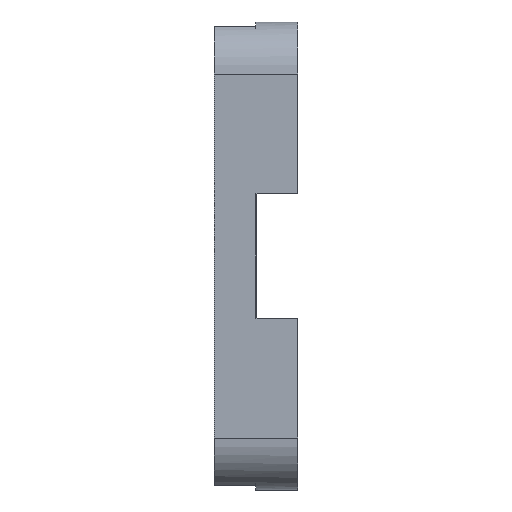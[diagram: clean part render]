
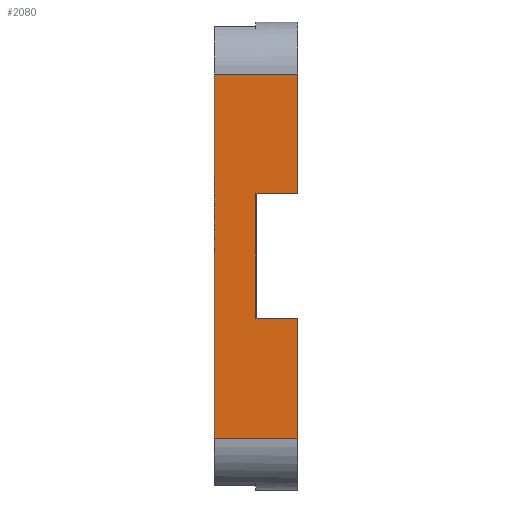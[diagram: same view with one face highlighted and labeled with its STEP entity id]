
A CAD part, left-side view. The second image highlights one B-rep face of the part: STEP entity #2080.
In plain terms, the highlighted planar face has unit normal (-1, 0, 0).
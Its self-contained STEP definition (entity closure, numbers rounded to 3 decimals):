
#1 = CARTESIAN_POINT ( 'NONE',  ( 0., 0., -30. ) ) ;
#32 = CARTESIAN_POINT ( 'NONE',  ( 0., 0., 0. ) ) ;
#56 = LINE ( 'NONE', #403, #1526 ) ;
#118 = DIRECTION ( 'NONE',  ( 0., 0., -1. ) ) ;
#201 = VERTEX_POINT ( 'NONE', #984 ) ;
#216 = LINE ( 'NONE', #32, #1799 ) ;
#219 = CARTESIAN_POINT ( 'NONE',  ( 0., 0., -18.5 ) ) ;
#314 = LINE ( 'NONE', #1616, #512 ) ;
#332 = CARTESIAN_POINT ( 'NONE',  ( 0., 8., -30. ) ) ;
#345 = EDGE_CURVE ( 'NONE', #201, #2345, #583, .T. ) ;
#403 = CARTESIAN_POINT ( 'NONE',  ( 0., 4., -18.5 ) ) ;
#471 = VECTOR ( 'NONE', #1303, 1000. ) ;
#493 = ORIENTED_EDGE ( 'NONE', *, *, #1052, .T. ) ;
#500 = EDGE_CURVE ( 'NONE', #2118, #1921, #642, .T. ) ;
#512 = VECTOR ( 'NONE', #2322, 1000. ) ;
#547 = VECTOR ( 'NONE', #1886, 1000. ) ;
#573 = VECTOR ( 'NONE', #2346, 1000. ) ;
#583 = LINE ( 'NONE', #1498, #471 ) ;
#603 = EDGE_CURVE ( 'NONE', #201, #2332, #314, .T. ) ;
#642 = LINE ( 'NONE', #1376, #547 ) ;
#646 = ORIENTED_EDGE ( 'NONE', *, *, #603, .F. ) ;
#674 = CARTESIAN_POINT ( 'NONE',  ( 0., 8., -30. ) ) ;
#682 = DIRECTION ( 'NONE',  ( 0., 0., -1. ) ) ;
#708 = ORIENTED_EDGE ( 'NONE', *, *, #740, .F. ) ;
#729 = ORIENTED_EDGE ( 'NONE', *, *, #2334, .T. ) ;
#740 = EDGE_CURVE ( 'NONE', #1726, #2006, #216, .T. ) ;
#745 = DIRECTION ( 'NONE',  ( 0., 0., 1. ) ) ;
#789 = ORIENTED_EDGE ( 'NONE', *, *, #1355, .F. ) ;
#984 = CARTESIAN_POINT ( 'NONE',  ( 0., 4., -6.5 ) ) ;
#1022 = ORIENTED_EDGE ( 'NONE', *, *, #1878, .F. ) ;
#1035 = CARTESIAN_POINT ( 'NONE',  ( 0., 0., -6.5 ) ) ;
#1042 = VERTEX_POINT ( 'NONE', #674 ) ;
#1048 = PLANE ( 'NONE',  #2246 ) ;
#1052 = EDGE_CURVE ( 'NONE', #1921, #1042, #1931, .T. ) ;
#1061 = FACE_OUTER_BOUND ( 'NONE', #2299, .T. ) ;
#1082 = ORIENTED_EDGE ( 'NONE', *, *, #345, .T. ) ;
#1169 = CARTESIAN_POINT ( 'NONE',  ( 0., 8., 5. ) ) ;
#1191 = VECTOR ( 'NONE', #118, 1000. ) ;
#1303 = DIRECTION ( 'NONE',  ( 0., -1., 0. ) ) ;
#1355 = EDGE_CURVE ( 'NONE', #2332, #1726, #56, .T. ) ;
#1376 = CARTESIAN_POINT ( 'NONE',  ( 0., 8., 5. ) ) ;
#1397 = LINE ( 'NONE', #332, #573 ) ;
#1416 = CARTESIAN_POINT ( 'NONE',  ( 0., 0., 0. ) ) ;
#1417 = VECTOR ( 'NONE', #682, 1000. ) ;
#1449 = CARTESIAN_POINT ( 'NONE',  ( 0., 8., 0. ) ) ;
#1498 = CARTESIAN_POINT ( 'NONE',  ( 0., 4., -6.5 ) ) ;
#1526 = VECTOR ( 'NONE', #1855, 1000. ) ;
#1616 = CARTESIAN_POINT ( 'NONE',  ( 0., 4., -6.5 ) ) ;
#1726 = VERTEX_POINT ( 'NONE', #219 ) ;
#1799 = VECTOR ( 'NONE', #1840, 1000. ) ;
#1840 = DIRECTION ( 'NONE',  ( 0., 0., -1. ) ) ;
#1855 = DIRECTION ( 'NONE',  ( 0., -1., 0. ) ) ;
#1878 = EDGE_CURVE ( 'NONE', #2118, #2345, #2313, .T. ) ;
#1886 = DIRECTION ( 'NONE',  ( 0., 1., 0. ) ) ;
#1921 = VERTEX_POINT ( 'NONE', #1169 ) ;
#1931 = LINE ( 'NONE', #1956, #1191 ) ;
#1956 = CARTESIAN_POINT ( 'NONE',  ( 0., 8., 0. ) ) ;
#2006 = VERTEX_POINT ( 'NONE', #1 ) ;
#2080 = ADVANCED_FACE ( 'NONE', ( #1061 ), #1048, .T. ) ;
#2117 = CARTESIAN_POINT ( 'NONE',  ( 0., 4., -18.5 ) ) ;
#2118 = VERTEX_POINT ( 'NONE', #2245 ) ;
#2204 = ORIENTED_EDGE ( 'NONE', *, *, #500, .T. ) ;
#2245 = CARTESIAN_POINT ( 'NONE',  ( 0., 0., 5. ) ) ;
#2246 = AXIS2_PLACEMENT_3D ( 'NONE', #1449, #2338, #745 ) ;
#2299 = EDGE_LOOP ( 'NONE', ( #789, #646, #1082, #1022, #2204, #493, #729, #708 ) ) ;
#2313 = LINE ( 'NONE', #1416, #1417 ) ;
#2322 = DIRECTION ( 'NONE',  ( 0., 0., -1. ) ) ;
#2332 = VERTEX_POINT ( 'NONE', #2117 ) ;
#2334 = EDGE_CURVE ( 'NONE', #1042, #2006, #1397, .T. ) ;
#2338 = DIRECTION ( 'NONE',  ( -1., 0., 0. ) ) ;
#2345 = VERTEX_POINT ( 'NONE', #1035 ) ;
#2346 = DIRECTION ( 'NONE',  ( 0., -1., 0. ) ) ;
